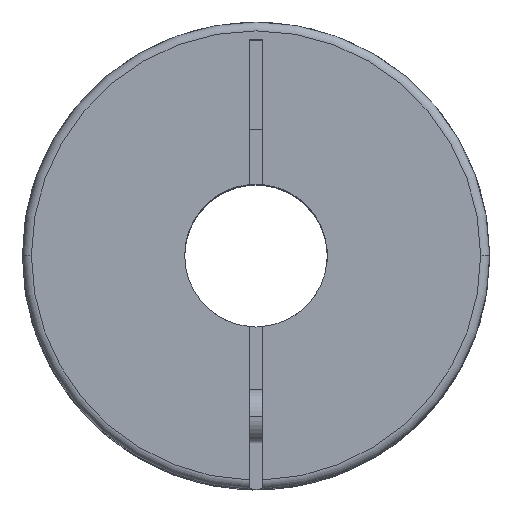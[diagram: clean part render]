
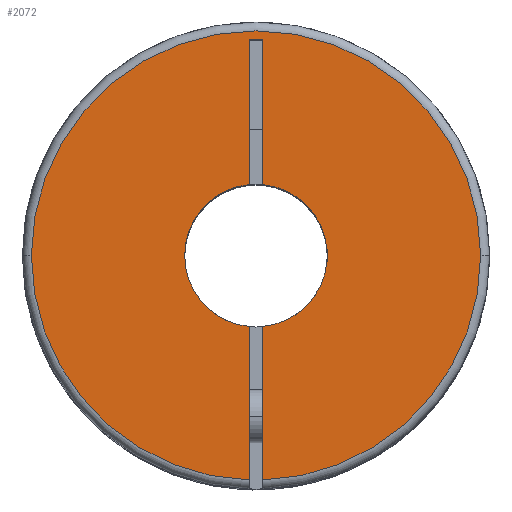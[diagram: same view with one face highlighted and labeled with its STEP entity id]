
A CAD part, top view. The second image highlights one B-rep face of the part: STEP entity #2072.
In plain terms, the highlighted planar face has unit normal (0, 0, 1).
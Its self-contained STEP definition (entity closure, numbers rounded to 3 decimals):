
#12 = LINE ( 'NONE', #626, #1278 ) ;
#86 = ORIENTED_EDGE ( 'NONE', *, *, #590, .F. ) ;
#160 = CARTESIAN_POINT ( 'NONE',  ( 0., 0., 0. ) ) ;
#264 = CIRCLE ( 'NONE', #2282, 12.6 ) ;
#374 = ORIENTED_EDGE ( 'NONE', *, *, #3472, .F. ) ;
#483 = DIRECTION ( 'NONE',  ( 0., 1., 0. ) ) ;
#502 = CARTESIAN_POINT ( 'NONE',  ( -0.375, -3.982, 0. ) ) ;
#535 = FACE_OUTER_BOUND ( 'NONE', #1562, .T. ) ;
#556 = ORIENTED_EDGE ( 'NONE', *, *, #593, .F. ) ;
#582 = LINE ( 'NONE', #1159, #3672 ) ;
#590 = EDGE_CURVE ( 'NONE', #1112, #1930, #3097, .T. ) ;
#593 = EDGE_CURVE ( 'NONE', #1673, #1944, #760, .T. ) ;
#619 = VERTEX_POINT ( 'NONE', #2842 ) ;
#626 = CARTESIAN_POINT ( 'NONE',  ( 0.375, 12.1, 0. ) ) ;
#647 = CIRCLE ( 'NONE', #770, 4. ) ;
#668 = EDGE_CURVE ( 'NONE', #1379, #1673, #3540, .T. ) ;
#760 = CIRCLE ( 'NONE', #2081, 12.6 ) ;
#770 = AXIS2_PLACEMENT_3D ( 'NONE', #2054, #3278, #1492 ) ;
#783 = CARTESIAN_POINT ( 'NONE',  ( 0., 0., 0. ) ) ;
#787 = PLANE ( 'NONE',  #1207 ) ;
#845 = DIRECTION ( 'NONE',  ( 0., -1., 0. ) ) ;
#911 = CARTESIAN_POINT ( 'NONE',  ( 0., 0., 0. ) ) ;
#941 = DIRECTION ( 'NONE',  ( -1., 0., 0. ) ) ;
#966 = CARTESIAN_POINT ( 'NONE',  ( 0.375, -12.594, 0. ) ) ;
#969 = ORIENTED_EDGE ( 'NONE', *, *, #1248, .T. ) ;
#1080 = AXIS2_PLACEMENT_3D ( 'NONE', #783, #3183, #1731 ) ;
#1081 = CARTESIAN_POINT ( 'NONE',  ( 12.6, 0., 0. ) ) ;
#1112 = VERTEX_POINT ( 'NONE', #2765 ) ;
#1159 = CARTESIAN_POINT ( 'NONE',  ( -0.375, 12.1, 0. ) ) ;
#1207 = AXIS2_PLACEMENT_3D ( 'NONE', #3233, #2569, #3771 ) ;
#1216 = DIRECTION ( 'NONE',  ( 0., 0., -1. ) ) ;
#1248 = EDGE_CURVE ( 'NONE', #2873, #2764, #1585, .T. ) ;
#1258 = EDGE_CURVE ( 'NONE', #3148, #2764, #3829, .T. ) ;
#1278 = VECTOR ( 'NONE', #941, 1000. ) ;
#1379 = VERTEX_POINT ( 'NONE', #3015 ) ;
#1492 = DIRECTION ( 'NONE',  ( -1., 0., 0. ) ) ;
#1513 = CARTESIAN_POINT ( 'NONE',  ( 0.375, -13.1, 0. ) ) ;
#1541 = EDGE_CURVE ( 'NONE', #1112, #619, #647, .T. ) ;
#1562 = EDGE_LOOP ( 'NONE', ( #3630, #2700, #3213, #969, #3789, #3773, #86, #2083, #374, #556, #2126 ) ) ;
#1585 = CIRCLE ( 'NONE', #3780, 4. ) ;
#1639 = DIRECTION ( 'NONE',  ( 0., 0., -1. ) ) ;
#1673 = VERTEX_POINT ( 'NONE', #1081 ) ;
#1731 = DIRECTION ( 'NONE',  ( -1., 0., 0. ) ) ;
#1741 = CARTESIAN_POINT ( 'NONE',  ( -0.375, -12.594, 0. ) ) ;
#1788 = DIRECTION ( 'NONE',  ( 0., -1., 0. ) ) ;
#1794 = EDGE_CURVE ( 'NONE', #1930, #3148, #12, .T. ) ;
#1828 = EDGE_CURVE ( 'NONE', #2421, #1379, #264, .T. ) ;
#1898 = VECTOR ( 'NONE', #845, 1000. ) ;
#1900 = CIRCLE ( 'NONE', #1080, 4. ) ;
#1904 = VECTOR ( 'NONE', #483, 1000. ) ;
#1930 = VERTEX_POINT ( 'NONE', #3063 ) ;
#1944 = VERTEX_POINT ( 'NONE', #966 ) ;
#2054 = CARTESIAN_POINT ( 'NONE',  ( 0., 0., 0. ) ) ;
#2072 = ADVANCED_FACE ( 'NONE', ( #535 ), #787, .F. ) ;
#2081 = AXIS2_PLACEMENT_3D ( 'NONE', #2702, #1216, #3908 ) ;
#2083 = ORIENTED_EDGE ( 'NONE', *, *, #1541, .T. ) ;
#2126 = ORIENTED_EDGE ( 'NONE', *, *, #668, .F. ) ;
#2137 = DIRECTION ( 'NONE',  ( 0., 0., -1. ) ) ;
#2256 = VERTEX_POINT ( 'NONE', #502 ) ;
#2282 = AXIS2_PLACEMENT_3D ( 'NONE', #911, #2137, #3028 ) ;
#2312 = CARTESIAN_POINT ( 'NONE',  ( -0.375, 12.1, 0. ) ) ;
#2421 = VERTEX_POINT ( 'NONE', #1741 ) ;
#2569 = DIRECTION ( 'NONE',  ( 0., 0., -1. ) ) ;
#2628 = DIRECTION ( 'NONE',  ( 0., 0., -1. ) ) ;
#2700 = ORIENTED_EDGE ( 'NONE', *, *, #3292, .F. ) ;
#2702 = CARTESIAN_POINT ( 'NONE',  ( 0., 0., 0. ) ) ;
#2764 = VERTEX_POINT ( 'NONE', #3526 ) ;
#2765 = CARTESIAN_POINT ( 'NONE',  ( 0.375, 3.982, 0. ) ) ;
#2841 = CARTESIAN_POINT ( 'NONE',  ( 0.375, -13.1, 0. ) ) ;
#2842 = CARTESIAN_POINT ( 'NONE',  ( 0.375, -3.982, 0. ) ) ;
#2873 = VERTEX_POINT ( 'NONE', #3268 ) ;
#2905 = AXIS2_PLACEMENT_3D ( 'NONE', #160, #1639, #3432 ) ;
#2907 = CARTESIAN_POINT ( 'NONE',  ( 0., 0., 0. ) ) ;
#3015 = CARTESIAN_POINT ( 'NONE',  ( -12.6, 0., 0. ) ) ;
#3028 = DIRECTION ( 'NONE',  ( -1., 0., 0. ) ) ;
#3063 = CARTESIAN_POINT ( 'NONE',  ( 0.375, 12.1, 0. ) ) ;
#3097 = LINE ( 'NONE', #1513, #3909 ) ;
#3143 = EDGE_CURVE ( 'NONE', #2256, #2873, #1900, .T. ) ;
#3148 = VERTEX_POINT ( 'NONE', #3250 ) ;
#3183 = DIRECTION ( 'NONE',  ( 0., 0., -1. ) ) ;
#3213 = ORIENTED_EDGE ( 'NONE', *, *, #3143, .T. ) ;
#3233 = CARTESIAN_POINT ( 'NONE',  ( 0., 0., 0. ) ) ;
#3250 = CARTESIAN_POINT ( 'NONE',  ( -0.375, 12.1, 0. ) ) ;
#3268 = CARTESIAN_POINT ( 'NONE',  ( -4., 0., 0. ) ) ;
#3278 = DIRECTION ( 'NONE',  ( 0., 0., -1. ) ) ;
#3292 = EDGE_CURVE ( 'NONE', #2256, #2421, #582, .T. ) ;
#3432 = DIRECTION ( 'NONE',  ( -1., 0., 0. ) ) ;
#3472 = EDGE_CURVE ( 'NONE', #1944, #619, #3808, .T. ) ;
#3526 = CARTESIAN_POINT ( 'NONE',  ( -0.375, 3.982, 0. ) ) ;
#3540 = CIRCLE ( 'NONE', #2905, 12.6 ) ;
#3542 = DIRECTION ( 'NONE',  ( -1., 0., 0. ) ) ;
#3630 = ORIENTED_EDGE ( 'NONE', *, *, #1828, .F. ) ;
#3654 = DIRECTION ( 'NONE',  ( 0., 1., 0. ) ) ;
#3672 = VECTOR ( 'NONE', #1788, 1000. ) ;
#3771 = DIRECTION ( 'NONE',  ( 0., -1., 0. ) ) ;
#3773 = ORIENTED_EDGE ( 'NONE', *, *, #1794, .F. ) ;
#3780 = AXIS2_PLACEMENT_3D ( 'NONE', #2907, #2628, #3542 ) ;
#3789 = ORIENTED_EDGE ( 'NONE', *, *, #1258, .F. ) ;
#3808 = LINE ( 'NONE', #2841, #1904 ) ;
#3829 = LINE ( 'NONE', #2312, #1898 ) ;
#3908 = DIRECTION ( 'NONE',  ( -1., 0., 0. ) ) ;
#3909 = VECTOR ( 'NONE', #3654, 1000. ) ;
